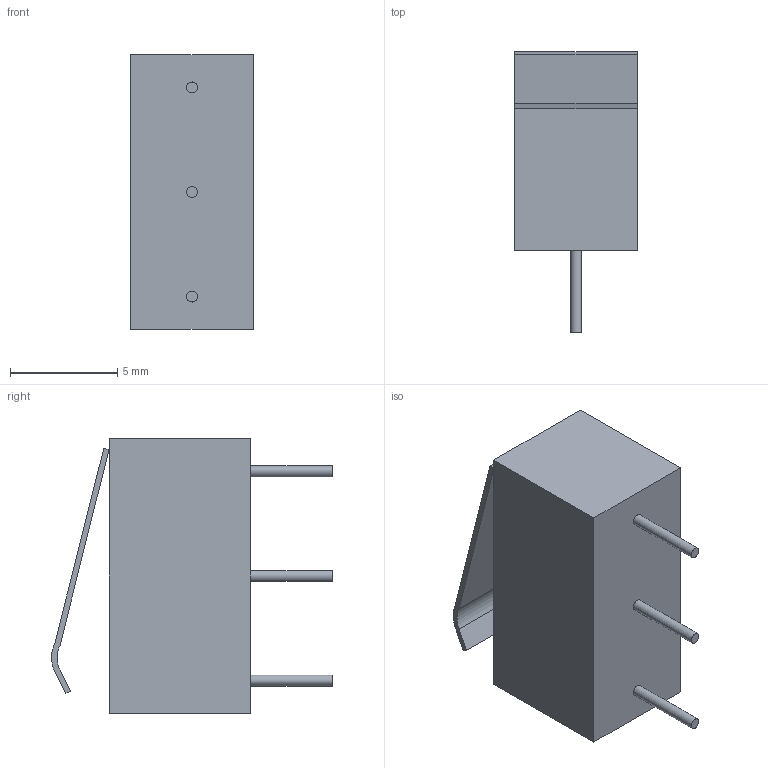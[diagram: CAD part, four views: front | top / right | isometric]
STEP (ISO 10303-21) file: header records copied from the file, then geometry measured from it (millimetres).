
FILE_DESCRIPTION(/* description */ (''),/* implementation_level */ '2;1');
FILE_NAME(/* name */ 'Rotary Limit Switch v1 v1.step',/* time_stamp */ '2022-04-06T19:47:46-04:00',/* author */ (''),/* organization */ (''),/* preprocessor_version */ 'ST-DEVELOPER v18.1',/* originating_system */ 'Autodesk Translation Framework v10.14.0.1471',/* authorisation */ '');
FILE_SCHEMA (('AUTOMOTIVE_DESIGN { 1 0 10303 214 3 1 1 }'));
Length unit declared in the file: inch
Products named in the file (1): Rotary Limit Switch v1
Bounding box: 5.71 x 13.09 x 12.8 mm (x, y, z)
Volume: 502.6 mm3; surface area: 552.9 mm2
Topology: 2 solids, 2 shells, 22 faces, 45 edges, 30 vertices
Faces by surface type: plane 17, cylinder 5
Full cylindrical faces by diameter (mm): 0.508 x3
Entity records: 623 total; most frequent: DIRECTION 101, CARTESIAN_POINT 98, ORIENTED_EDGE 90, EDGE_CURVE 45, LINE 35, VECTOR 35, AXIS2_PLACEMENT_3D 33, VERTEX_POINT 30
